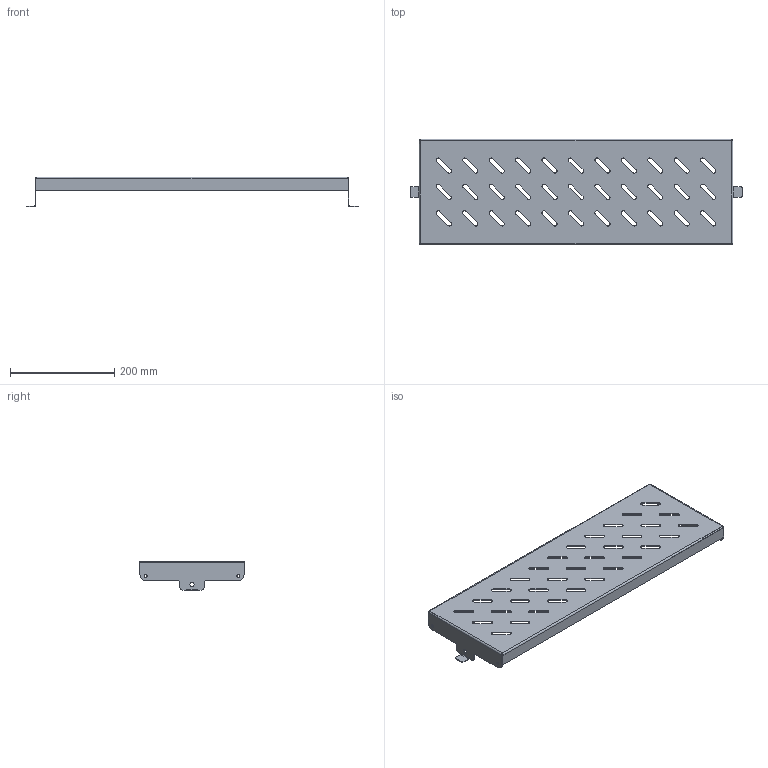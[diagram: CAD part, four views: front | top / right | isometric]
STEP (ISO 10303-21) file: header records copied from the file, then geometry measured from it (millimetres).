
FILE_DESCRIPTION (( 'STEP AP203' ), '1' );
FILE_NAME ('SCE-8VESTS.step', '2021-01-08T15:48:14', ( 'ADC123' ), ( 'Microsoft' ), 'SwSTEP 2.0', 'SolidWorks 2019', '' );
FILE_SCHEMA (( 'CONFIG_CONTROL_DESIGN' ));
Length unit declared in the file: inch
Products named in the file (1): SCE-8VESTS
Bounding box: 638.3 x 203.2 x 57.15 mm (x, y, z)
Volume: 238968.2 mm3; surface area: 321071.9 mm2
Topology: 1 solids, 1 shells, 232 faces, 650 edges, 420 vertices
Faces by surface type: plane 108, cylinder 104, bspline 20
Full cylindrical faces by diameter (mm): 5.537 x4, 7.938 x2
Entity records: 8632 total; most frequent: CARTESIAN_POINT 2414, ORIENTED_EDGE 1288, DIRECTION 1225, EDGE_CURVE 644, VERTEX_POINT 420, LINE 411, VECTOR 411, AXIS2_PLACEMENT_3D 407
